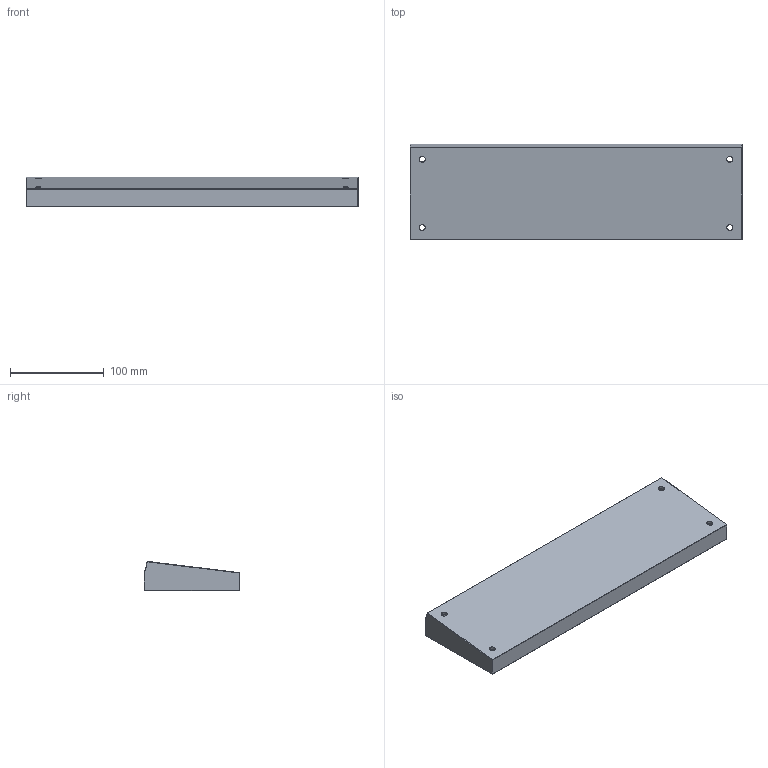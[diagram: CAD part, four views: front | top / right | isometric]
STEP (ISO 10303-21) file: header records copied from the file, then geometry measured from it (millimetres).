
FILE_DESCRIPTION (( 'STEP AP214' ), '1' );
FILE_NAME ('prosaic-case.STEP', '2020-07-28T23:21:12', ( '' ), ( '' ), 'SwSTEP 2.0', 'SolidWorks 2018', '' );
FILE_SCHEMA (( 'AUTOMOTIVE_DESIGN' ));
Length unit declared in the file: inch
Products named in the file (1): prosaic-case
Bounding box: 354.72 x 102.05 x 31.14 mm (x, y, z)
Volume: 177224.6 mm3; surface area: 113689.4 mm2
Topology: 1 solids, 1 shells, 122 faces, 302 edges, 169 vertices
Faces by surface type: cylinder 60, plane 25, bspline 16, sphere 11, cone 8, torus 2
Entity records: 4111 total; most frequent: CARTESIAN_POINT 1287, DIRECTION 566, ORIENTED_EDGE 564, EDGE_CURVE 282, AXIS2_PLACEMENT_3D 220, VERTEX_POINT 169, EDGE_LOOP 139, VECTOR 126
